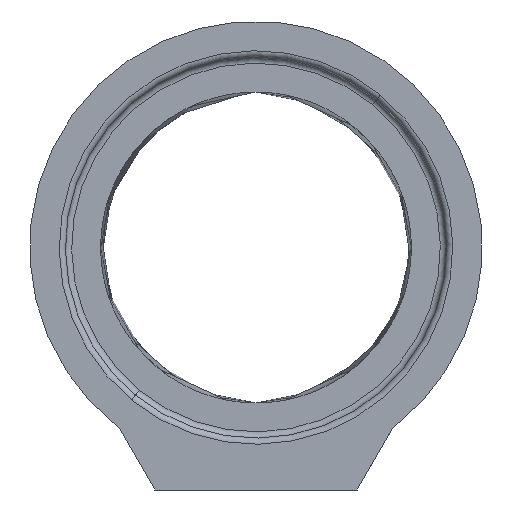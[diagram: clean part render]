
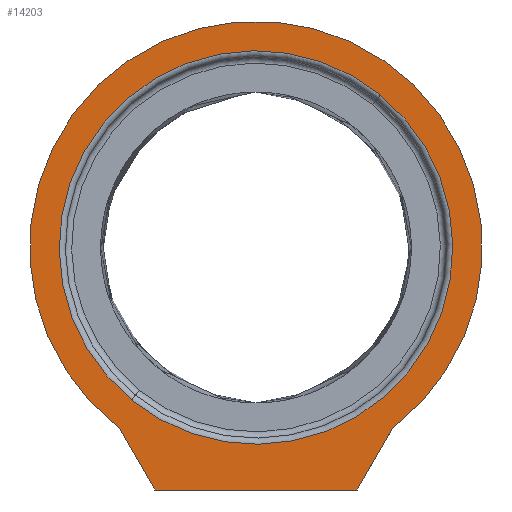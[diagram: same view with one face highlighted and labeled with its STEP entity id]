
A CAD part, left-side view. The second image highlights one B-rep face of the part: STEP entity #14203.
In plain terms, the highlighted face is planar.
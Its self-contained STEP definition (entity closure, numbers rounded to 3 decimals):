
#83 = DIRECTION ( 'NONE',  ( 0., 1., 0. ) ) ;
#766 = LINE ( 'NONE', #15337, #21314 ) ;
#901 = EDGE_LOOP ( 'NONE', ( #2748, #22779, #20851, #18015 ) ) ;
#1057 = DIRECTION ( 'NONE',  ( 0.775, 0.632, 0. ) ) ;
#2195 = ORIENTED_EDGE ( 'NONE', *, *, #4055, .T. ) ;
#2748 = ORIENTED_EDGE ( 'NONE', *, *, #22680, .T. ) ;
#3194 = CARTESIAN_POINT ( 'NONE',  ( 0., 0., -90. ) ) ;
#3486 = EDGE_CURVE ( 'NONE', #20028, #14350, #19378, .T. ) ;
#3789 = CIRCLE ( 'NONE', #22347, 364. ) ;
#3975 = CARTESIAN_POINT ( 'NONE',  ( -289.67, -220.426, -90. ) ) ;
#4053 = CARTESIAN_POINT ( 'NONE',  ( -245.17, -200.16, -90. ) ) ;
#4055 = EDGE_CURVE ( 'NONE', #4943, #17724, #20368, .T. ) ;
#4742 = DIRECTION ( 'NONE',  ( 1., 0., 0. ) ) ;
#4943 = VERTEX_POINT ( 'NONE', #4053 ) ;
#5229 = EDGE_CURVE ( 'NONE', #17724, #4943, #16997, .T. ) ;
#5348 = CARTESIAN_POINT ( 'NONE',  ( -390., -162.5, -90. ) ) ;
#5389 = DIRECTION ( 'NONE',  ( 0., 0., -1. ) ) ;
#5813 = CARTESIAN_POINT ( 'NONE',  ( -238.446, -250., -90. ) ) ;
#6530 = FACE_BOUND ( 'NONE', #7057, .T. ) ;
#6709 = CARTESIAN_POINT ( 'NONE',  ( -390., 162.5, -90. ) ) ;
#7057 = EDGE_LOOP ( 'NONE', ( #14188, #2195 ) ) ;
#7063 = VECTOR ( 'NONE', #9472, 1000. ) ;
#7238 = EDGE_CURVE ( 'NONE', #11939, #20028, #766, .T. ) ;
#8764 = VERTEX_POINT ( 'NONE', #3975 ) ;
#8825 = DIRECTION ( 'NONE',  ( -1., 0., 0. ) ) ;
#9008 = LINE ( 'NONE', #5813, #7063 ) ;
#9266 = EDGE_CURVE ( 'NONE', #8764, #11939, #9008, .T. ) ;
#9472 = DIRECTION ( 'NONE',  ( -0.866, 0.5, 0. ) ) ;
#10162 = AXIS2_PLACEMENT_3D ( 'NONE', #18241, #13157, #21927 ) ;
#10410 = PLANE ( 'NONE',  #15049 ) ;
#11939 = VERTEX_POINT ( 'NONE', #5348 ) ;
#12425 = CARTESIAN_POINT ( 'NONE',  ( -390., 162.5, -90. ) ) ;
#12609 = CARTESIAN_POINT ( 'NONE',  ( 0., 0., -90. ) ) ;
#13157 = DIRECTION ( 'NONE',  ( 0., 0., 1. ) ) ;
#13695 = DIRECTION ( 'NONE',  ( 0.866, 0.5, 0. ) ) ;
#13725 = CARTESIAN_POINT ( 'NONE',  ( 0., 0., -90. ) ) ;
#13741 = DIRECTION ( 'NONE',  ( 0., 0., 1. ) ) ;
#14188 = ORIENTED_EDGE ( 'NONE', *, *, #5229, .T. ) ;
#14203 = ADVANCED_FACE ( 'NONE', ( #6530, #22756 ), #10410, .F. ) ;
#14350 = VERTEX_POINT ( 'NONE', #17173 ) ;
#15049 = AXIS2_PLACEMENT_3D ( 'NONE', #3194, #13741, #4742 ) ;
#15337 = CARTESIAN_POINT ( 'NONE',  ( -390., -250., -90. ) ) ;
#16997 = CIRCLE ( 'NONE', #20016, 316.5 ) ;
#17173 = CARTESIAN_POINT ( 'NONE',  ( -289.67, 220.426, -90. ) ) ;
#17724 = VERTEX_POINT ( 'NONE', #22721 ) ;
#18015 = ORIENTED_EDGE ( 'NONE', *, *, #3486, .T. ) ;
#18241 = CARTESIAN_POINT ( 'NONE',  ( 0., 0., -90. ) ) ;
#19378 = LINE ( 'NONE', #6709, #23147 ) ;
#20016 = AXIS2_PLACEMENT_3D ( 'NONE', #13725, #20833, #1057 ) ;
#20028 = VERTEX_POINT ( 'NONE', #12425 ) ;
#20368 = CIRCLE ( 'NONE', #10162, 316.5 ) ;
#20833 = DIRECTION ( 'NONE',  ( 0., 0., 1. ) ) ;
#20851 = ORIENTED_EDGE ( 'NONE', *, *, #7238, .T. ) ;
#21314 = VECTOR ( 'NONE', #83, 1000. ) ;
#21927 = DIRECTION ( 'NONE',  ( 0.775, 0.632, 0. ) ) ;
#22347 = AXIS2_PLACEMENT_3D ( 'NONE', #12609, #5389, #8825 ) ;
#22680 = EDGE_CURVE ( 'NONE', #14350, #8764, #3789, .T. ) ;
#22721 = CARTESIAN_POINT ( 'NONE',  ( 245.17, 200.16, -90. ) ) ;
#22756 = FACE_OUTER_BOUND ( 'NONE', #901, .T. ) ;
#22779 = ORIENTED_EDGE ( 'NONE', *, *, #9266, .T. ) ;
#23147 = VECTOR ( 'NONE', #13695, 1000. ) ;
